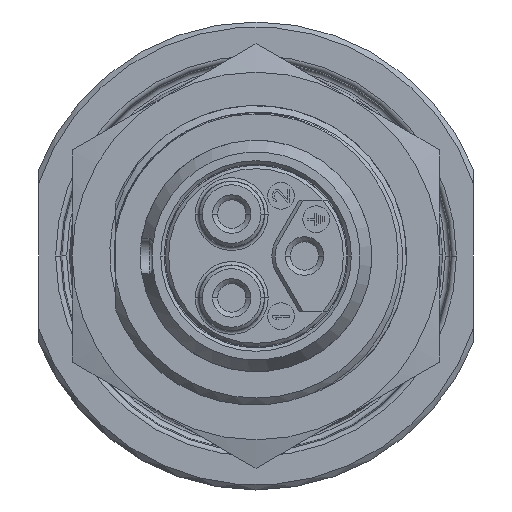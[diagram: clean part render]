
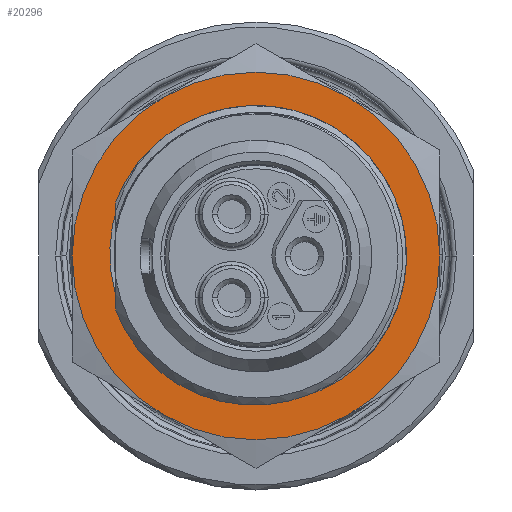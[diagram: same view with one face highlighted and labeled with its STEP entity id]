
A CAD part, left-side view. The second image highlights one B-rep face of the part: STEP entity #20296.
In plain terms, the highlighted planar face has unit normal (-1, 0, 0).
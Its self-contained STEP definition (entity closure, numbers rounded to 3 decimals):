
#3253=CARTESIAN_POINT('',(11.5,-4.061,7.946));
#3254=CARTESIAN_POINT('',(11.5,-4.249,7.857));
#3255=CARTESIAN_POINT('',(11.5,-4.617,7.667));
#3256=CARTESIAN_POINT('',(11.5,-5.151,7.342));
#3257=CARTESIAN_POINT('',(11.5,-5.661,6.981));
#3258=CARTESIAN_POINT('',(11.5,-5.984,6.718));
#3259=CARTESIAN_POINT('',(11.5,-6.14,6.58));
#3651=CARTESIAN_POINT('',(11.5,-6.14,-6.58));
#3652=CARTESIAN_POINT('',(11.5,-5.986,-6.715));
#3653=CARTESIAN_POINT('',(11.5,-5.67,-6.974));
#3654=CARTESIAN_POINT('',(11.5,-5.169,-7.33));
#3655=CARTESIAN_POINT('',(11.5,-4.645,-7.651));
#3656=CARTESIAN_POINT('',(11.5,-4.103,-7.933));
#3657=CARTESIAN_POINT('',(11.5,-3.542,-8.178));
#3658=CARTESIAN_POINT('',(11.5,-2.968,-8.384));
#3659=CARTESIAN_POINT('',(11.5,-2.382,-8.549));
#3660=CARTESIAN_POINT('',(11.5,-1.786,-8.674));
#3661=CARTESIAN_POINT('',(11.5,-1.184,-8.757));
#3662=CARTESIAN_POINT('',(11.5,-0.579,-8.799));
#3663=CARTESIAN_POINT('',(11.5,0.027,-8.799));
#3664=CARTESIAN_POINT('',(11.5,0.629,-8.758));
#3665=CARTESIAN_POINT('',(11.5,1.228,-8.675));
#3666=CARTESIAN_POINT('',(11.5,1.817,-8.551));
#3667=CARTESIAN_POINT('',(11.5,2.396,-8.388));
#3668=CARTESIAN_POINT('',(11.5,2.961,-8.185));
#3669=CARTESIAN_POINT('',(11.5,3.51,-7.944));
#3670=CARTESIAN_POINT('',(11.5,4.041,-7.666));
#3671=CARTESIAN_POINT('',(11.5,4.549,-7.354));
#3672=CARTESIAN_POINT('',(11.5,5.035,-7.006));
#3673=CARTESIAN_POINT('',(11.5,5.341,-6.754));
#3674=CARTESIAN_POINT('',(11.5,5.49,-6.623));
#3703=CARTESIAN_POINT('',(11.5,0.,0.));
#3704=DIRECTION('',(1.,0.,0.));
#3705=DIRECTION('',(0.,-0.5,0.866));
#3706=AXIS2_PLACEMENT_3D('',#3703,#3704,#3705);
#3708=CARTESIAN_POINT('',(11.5,0.,0.));
#3709=DIRECTION('',(1.,0.,0.));
#3710=DIRECTION('',(0.,-1.,0.));
#3711=AXIS2_PLACEMENT_3D('',#3708,#3709,#3710);
#3713=CARTESIAN_POINT('',(11.5,0.,0.));
#3714=DIRECTION('',(1.,0.,0.));
#3715=DIRECTION('',(0.,0.5,-0.866));
#3716=AXIS2_PLACEMENT_3D('',#3713,#3714,#3715);
#3718=CARTESIAN_POINT('',(11.5,0.,0.));
#3719=DIRECTION('',(1.,0.,0.));
#3720=DIRECTION('',(0.,1.,0.));
#3721=AXIS2_PLACEMENT_3D('',#3718,#3719,#3720);
#3723=CARTESIAN_POINT('',(11.5,0.,9.));
#3724=CARTESIAN_POINT('',(11.5,-0.203,8.996));
#3725=CARTESIAN_POINT('',(11.5,-0.606,8.975));
#3726=CARTESIAN_POINT('',(11.5,-1.209,8.903));
#3727=CARTESIAN_POINT('',(11.5,-1.804,8.791));
#3728=CARTESIAN_POINT('',(11.5,-2.39,8.638));
#3729=CARTESIAN_POINT('',(11.5,-2.964,8.447));
#3730=CARTESIAN_POINT('',(11.5,-3.523,8.218));
#3731=CARTESIAN_POINT('',(11.5,-3.884,8.04));
#3732=CARTESIAN_POINT('',(11.5,-4.061,7.946));
#3734=CARTESIAN_POINT('',(11.5,5.49,-6.623));
#3735=CARTESIAN_POINT('',(11.5,5.648,-6.496));
#3736=CARTESIAN_POINT('',(11.5,5.955,-6.234));
#3737=CARTESIAN_POINT('',(11.5,6.387,-5.807));
#3738=CARTESIAN_POINT('',(11.5,6.788,-5.351));
#3739=CARTESIAN_POINT('',(11.5,7.156,-4.868));
#3740=CARTESIAN_POINT('',(11.5,7.491,-4.359));
#3741=CARTESIAN_POINT('',(11.5,7.788,-3.827));
#3742=CARTESIAN_POINT('',(11.5,8.048,-3.276));
#3743=CARTESIAN_POINT('',(11.5,8.269,-2.707));
#3744=CARTESIAN_POINT('',(11.5,8.45,-2.123));
#3745=CARTESIAN_POINT('',(11.5,8.589,-1.527));
#3746=CARTESIAN_POINT('',(11.5,8.686,-0.923));
#3747=CARTESIAN_POINT('',(11.5,8.741,-0.312));
#3748=CARTESIAN_POINT('',(11.5,8.752,0.301));
#3749=CARTESIAN_POINT('',(11.5,8.721,0.914));
#3750=CARTESIAN_POINT('',(11.5,8.647,1.524));
#3751=CARTESIAN_POINT('',(11.5,8.53,2.128));
#3752=CARTESIAN_POINT('',(11.5,8.371,2.723));
#3753=CARTESIAN_POINT('',(11.5,8.171,3.306));
#3754=CARTESIAN_POINT('',(11.5,7.93,3.874));
#3755=CARTESIAN_POINT('',(11.5,7.65,4.425));
#3756=CARTESIAN_POINT('',(11.5,7.332,4.955));
#3757=CARTESIAN_POINT('',(11.5,6.976,5.462));
#3758=CARTESIAN_POINT('',(11.5,6.587,5.943));
#3759=CARTESIAN_POINT('',(11.5,6.164,6.396));
#3760=CARTESIAN_POINT('',(11.5,5.71,6.819));
#3761=CARTESIAN_POINT('',(11.5,5.227,7.21));
#3762=CARTESIAN_POINT('',(11.5,4.717,7.567));
#3763=CARTESIAN_POINT('',(11.5,4.184,7.887));
#3764=CARTESIAN_POINT('',(11.5,3.629,8.17));
#3765=CARTESIAN_POINT('',(11.5,3.054,8.413));
#3766=CARTESIAN_POINT('',(11.5,2.465,8.616));
#3767=CARTESIAN_POINT('',(11.5,1.861,8.778));
#3768=CARTESIAN_POINT('',(11.5,1.247,8.898));
#3769=CARTESIAN_POINT('',(11.5,0.626,8.974));
#3770=CARTESIAN_POINT('',(11.5,0.209,8.996));
#3771=CARTESIAN_POINT('',(11.5,0.,9.));
#3773=CARTESIAN_POINT('',(11.5,0.,0.));
#3774=DIRECTION('',(-1.,0.,0.));
#3775=DIRECTION('',(0.,-0.5,0.866));
#3776=AXIS2_PLACEMENT_3D('',#3773,#3774,#3775);
#6351=CARTESIAN_POINT('',(11.5,0.,0.));
#6352=DIRECTION('',(-1.,0.,0.));
#6353=DIRECTION('',(0.,0.5,-0.866));
#6354=AXIS2_PLACEMENT_3D('',#6351,#6352,#6353);
#6356=CARTESIAN_POINT('',(11.5,0.,0.));
#6357=DIRECTION('',(1.,0.,0.));
#6358=DIRECTION('',(0.,-0.682,0.731));
#6359=AXIS2_PLACEMENT_3D('',#6356,#6357,#6358);
#13863=CARTESIAN_POINT('',(11.5,-5.5,9.526));
#13864=CARTESIAN_POINT('',(11.5,-11.,0.));
#13865=VERTEX_POINT('',#13863);
#13866=VERTEX_POINT('',#13864);
#13867=CARTESIAN_POINT('',(11.5,-5.5,-9.526));
#13868=VERTEX_POINT('',#13867);
#13869=CARTESIAN_POINT('',(11.5,5.5,-9.526));
#13870=CARTESIAN_POINT('',(11.5,11.,0.));
#13871=VERTEX_POINT('',#13869);
#13872=VERTEX_POINT('',#13870);
#13873=CARTESIAN_POINT('',(11.5,5.5,9.526));
#13874=VERTEX_POINT('',#13873);
#13887=CARTESIAN_POINT('',(11.5,-6.14,6.58));
#13888=CARTESIAN_POINT('',(11.5,-6.14,-6.58));
#13889=VERTEX_POINT('',#13887);
#13890=VERTEX_POINT('',#13888);
#13898=VERTEX_POINT('',#3253);
#13900=VERTEX_POINT('',#3674);
#13911=VERTEX_POINT('',#3771);
#20269=CARTESIAN_POINT('',(11.5,0.,0.));
#20270=DIRECTION('',(1.,0.,0.));
#20271=DIRECTION('',(0.,0.,-1.));
#20272=AXIS2_PLACEMENT_3D('',#20269,#20270,#20271);
#20273=PLANE('348',#20272);
#20275=ORIENTED_EDGE('1445',*,*,#20274,.F.);
#20277=ORIENTED_EDGE('1410',*,*,#20276,.T.);
#20279=ORIENTED_EDGE('1411',*,*,#20278,.T.);
#20281=ORIENTED_EDGE('1444',*,*,#20280,.F.);
#20283=ORIENTED_EDGE('1412',*,*,#20282,.T.);
#20285=ORIENTED_EDGE('1413',*,*,#20284,.T.);
#20286=EDGE_LOOP('348',(#20275,#20277,#20279,#20281,#20283,#20285));
#20287=FACE_OUTER_BOUND('348',#20286,.F.);
#20289=ORIENTED_EDGE('1448',*,*,#20288,.F.);
#20290=ORIENTED_EDGE('1459',*,*,#19818,.F.);
#20291=ORIENTED_EDGE('1511',*,*,#19908,.F.);
#20292=ORIENTED_EDGE('1510',*,*,#20004,.F.);
#20293=ORIENTED_EDGE('1462',*,*,#20255,.F.);
#20294=EDGE_LOOP('348',(#20289,#20290,#20291,#20292,#20293));
#20295=FACE_BOUND('348',#20294,.F.);
#3260=B_SPLINE_CURVE_WITH_KNOTS('1459',3,(#3253,#3254,#3255,#3256,#3257,#3258,
#3259),.UNSPECIFIED.,.F.,.F.,(4,1,1,1,4),(0.,0.25,0.5,0.75,1.),
.UNSPECIFIED.);
#3675=B_SPLINE_CURVE_WITH_KNOTS('1462',3,(#3651,#3652,#3653,#3654,#3655,#3656,
#3657,#3658,#3659,#3660,#3661,#3662,#3663,#3664,#3665,#3666,#3667,#3668,#3669,
#3670,#3671,#3672,#3673,#3674),.UNSPECIFIED.,.F.,.F.,(4,1,1,1,1,1,1,1,1,1,1,1,1,
1,1,1,1,1,1,1,1,4),(0.,0.048,0.095,0.143,
0.19,0.238,0.286,0.333,
0.381,0.429,0.476,0.524,
0.571,0.619,0.667,0.714,
0.762,0.81,0.857,0.905,
0.952,1.),.UNSPECIFIED.);
#3707=CIRCLE('1410',#3706,11.);
#3712=CIRCLE('1411',#3711,11.);
#3717=CIRCLE('1412',#3716,11.);
#3722=CIRCLE('1413',#3721,11.);
#3733=B_SPLINE_CURVE_WITH_KNOTS('1511',3,(#3723,#3724,#3725,#3726,#3727,#3728,
#3729,#3730,#3731,#3732),.UNSPECIFIED.,.F.,.F.,(4,1,1,1,1,1,1,4),(0.,
0.143,0.286,0.429,0.571,
0.714,0.857,1.),.UNSPECIFIED.);
#3772=B_SPLINE_CURVE_WITH_KNOTS('1510',3,(#3734,#3735,#3736,#3737,#3738,#3739,
#3740,#3741,#3742,#3743,#3744,#3745,#3746,#3747,#3748,#3749,#3750,#3751,#3752,
#3753,#3754,#3755,#3756,#3757,#3758,#3759,#3760,#3761,#3762,#3763,#3764,#3765,
#3766,#3767,#3768,#3769,#3770,#3771),.UNSPECIFIED.,.F.,.F.,(4,1,1,1,1,1,1,1,1,1,
1,1,1,1,1,1,1,1,1,1,1,1,1,1,1,1,1,1,1,1,1,1,1,1,1,4),(0.,0.029,
0.057,0.086,0.114,0.143,
0.171,0.2,0.229,0.257,0.286,
0.314,0.343,0.371,0.4,0.429,
0.457,0.486,0.514,0.543,
0.571,0.6,0.629,0.657,0.686,
0.714,0.743,0.771,0.8,0.829,
0.857,0.886,0.914,0.943,
0.971,1.),.UNSPECIFIED.);
#3777=CIRCLE('1445',#3776,11.);
#6355=CIRCLE('1444',#6354,11.);
#6360=CIRCLE('1448',#6359,9.);
#19818=EDGE_CURVE('1459',#13898,#13889,#3260,.T.);
#19908=EDGE_CURVE('1511',#13911,#13898,#3733,.T.);
#20004=EDGE_CURVE('1510',#13900,#13911,#3772,.T.);
#20255=EDGE_CURVE('1462',#13890,#13900,#3675,.T.);
#20274=EDGE_CURVE('1445',#13865,#13874,#3777,.T.);
#20276=EDGE_CURVE('1410',#13865,#13866,#3707,.T.);
#20278=EDGE_CURVE('1411',#13866,#13868,#3712,.T.);
#20280=EDGE_CURVE('1444',#13871,#13868,#6355,.T.);
#20282=EDGE_CURVE('1412',#13871,#13872,#3717,.T.);
#20284=EDGE_CURVE('1413',#13872,#13874,#3722,.T.);
#20288=EDGE_CURVE('1448',#13889,#13890,#6360,.T.);
#20296=ADVANCED_FACE('348',(#20287,#20295),#20273,.F.);
